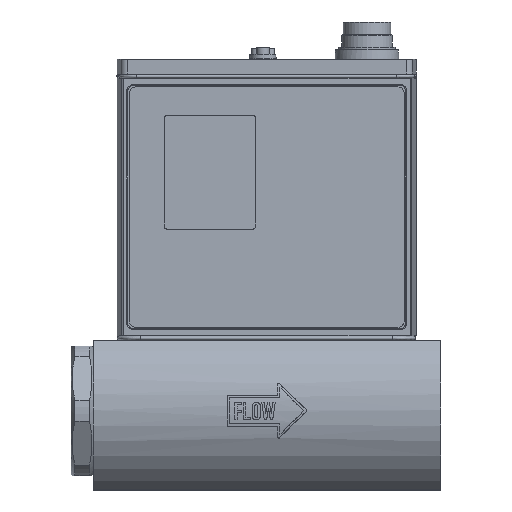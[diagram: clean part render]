
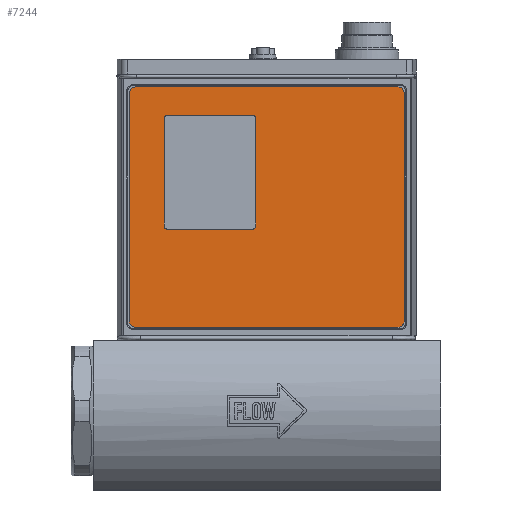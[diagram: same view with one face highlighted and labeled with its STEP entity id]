
A CAD part, top view. The second image highlights one B-rep face of the part: STEP entity #7244.
In plain terms, the highlighted planar face has unit normal (0, 0, 1).
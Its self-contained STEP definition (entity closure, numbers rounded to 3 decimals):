
#263=FACE_BOUND('',#1170,.T.);
#397=PLANE('',#7934);
#708=FACE_OUTER_BOUND('',#1169,.T.);
#1169=EDGE_LOOP('',(#5596,#5597,#5598,#5599,#5600,#5601,#5602,#5603));
#1170=EDGE_LOOP('',(#5604,#5605,#5606,#5607,#5608,#5609,#5610,#5611));
#1578=CIRCLE('',#7857,1.);
#1580=CIRCLE('',#7861,1.);
#1582=CIRCLE('',#7865,1.);
#1584=CIRCLE('',#7869,1.);
#1610=CIRCLE('',#7924,2.);
#1611=CIRCLE('',#7927,2.);
#1612=CIRCLE('',#7930,2.);
#1613=CIRCLE('',#7933,2.);
#1957=LINE('',#11827,#2429);
#1961=LINE('',#11839,#2433);
#1965=LINE('',#11851,#2437);
#1969=LINE('',#11862,#2441);
#2004=LINE('',#11982,#2476);
#2008=LINE('',#11991,#2480);
#2011=LINE('',#11999,#2483);
#2014=LINE('',#12007,#2486);
#2429=VECTOR('',#9215,10.);
#2433=VECTOR('',#9227,10.);
#2437=VECTOR('',#9239,10.);
#2441=VECTOR('',#9251,10.);
#2476=VECTOR('',#9388,10.);
#2480=VECTOR('',#9398,10.);
#2483=VECTOR('',#9407,10.);
#2486=VECTOR('',#9416,10.);
#3117=VERTEX_POINT('',#11817);
#3118=VERTEX_POINT('',#11818);
#3121=VERTEX_POINT('',#11826);
#3123=VERTEX_POINT('',#11832);
#3125=VERTEX_POINT('',#11838);
#3127=VERTEX_POINT('',#11844);
#3129=VERTEX_POINT('',#11850);
#3131=VERTEX_POINT('',#11856);
#3165=VERTEX_POINT('',#11979);
#3166=VERTEX_POINT('',#11981);
#3167=VERTEX_POINT('',#11985);
#3168=VERTEX_POINT('',#11989);
#3169=VERTEX_POINT('',#11993);
#3170=VERTEX_POINT('',#11997);
#3171=VERTEX_POINT('',#12001);
#3172=VERTEX_POINT('',#12005);
#3938=EDGE_CURVE('',#3117,#3118,#1578,.T.);
#3942=EDGE_CURVE('',#3121,#3117,#1957,.T.);
#3945=EDGE_CURVE('',#3123,#3121,#1580,.T.);
#3948=EDGE_CURVE('',#3125,#3123,#1961,.T.);
#3951=EDGE_CURVE('',#3127,#3125,#1582,.T.);
#3954=EDGE_CURVE('',#3129,#3127,#1965,.T.);
#3957=EDGE_CURVE('',#3131,#3129,#1584,.T.);
#3960=EDGE_CURVE('',#3118,#3131,#1969,.T.);
#4019=EDGE_CURVE('',#3165,#3166,#2004,.T.);
#4022=EDGE_CURVE('',#3167,#3165,#1610,.T.);
#4024=EDGE_CURVE('',#3168,#3167,#2008,.T.);
#4026=EDGE_CURVE('',#3169,#3168,#1611,.T.);
#4028=EDGE_CURVE('',#3170,#3169,#2011,.T.);
#4030=EDGE_CURVE('',#3171,#3170,#1612,.T.);
#4032=EDGE_CURVE('',#3172,#3171,#2014,.T.);
#4033=EDGE_CURVE('',#3166,#3172,#1613,.T.);
#5596=ORIENTED_EDGE('',*,*,#4033,.F.);
#5597=ORIENTED_EDGE('',*,*,#4019,.F.);
#5598=ORIENTED_EDGE('',*,*,#4022,.F.);
#5599=ORIENTED_EDGE('',*,*,#4024,.F.);
#5600=ORIENTED_EDGE('',*,*,#4026,.F.);
#5601=ORIENTED_EDGE('',*,*,#4028,.F.);
#5602=ORIENTED_EDGE('',*,*,#4030,.F.);
#5603=ORIENTED_EDGE('',*,*,#4032,.F.);
#5604=ORIENTED_EDGE('',*,*,#3938,.T.);
#5605=ORIENTED_EDGE('',*,*,#3960,.T.);
#5606=ORIENTED_EDGE('',*,*,#3957,.T.);
#5607=ORIENTED_EDGE('',*,*,#3954,.T.);
#5608=ORIENTED_EDGE('',*,*,#3951,.T.);
#5609=ORIENTED_EDGE('',*,*,#3948,.T.);
#5610=ORIENTED_EDGE('',*,*,#3945,.T.);
#5611=ORIENTED_EDGE('',*,*,#3942,.T.);
#7244=ADVANCED_FACE('',(#708,#263),#397,.T.);
#7857=AXIS2_PLACEMENT_3D('',#11819,#9207,#9208);
#7861=AXIS2_PLACEMENT_3D('',#11833,#9220,#9221);
#7865=AXIS2_PLACEMENT_3D('',#11845,#9232,#9233);
#7869=AXIS2_PLACEMENT_3D('',#11857,#9244,#9245);
#7924=AXIS2_PLACEMENT_3D('',#11987,#9393,#9394);
#7927=AXIS2_PLACEMENT_3D('',#11995,#9402,#9403);
#7930=AXIS2_PLACEMENT_3D('',#12003,#9411,#9412);
#7933=AXIS2_PLACEMENT_3D('',#12009,#9419,#9420);
#7934=AXIS2_PLACEMENT_3D('',#12010,#9421,#9422);
#9207=DIRECTION('center_axis',(0.,0.,
-1.));
#9208=DIRECTION('ref_axis',(0.,-1.,0.));
#9215=DIRECTION('',(0.,-1.,0.));
#9220=DIRECTION('center_axis',(0.,0.,
-1.));
#9221=DIRECTION('ref_axis',(1.,0.,0.));
#9227=DIRECTION('',(1.,0.,0.));
#9232=DIRECTION('center_axis',(0.,0.,
-1.));
#9233=DIRECTION('ref_axis',(0.,1.,0.));
#9239=DIRECTION('',(0.,1.,0.));
#9244=DIRECTION('center_axis',(0.,0.,
-1.));
#9245=DIRECTION('ref_axis',(-1.,0.,0.));
#9251=DIRECTION('',(-1.,0.,0.));
#9388=DIRECTION('',(0.,1.,0.));
#9393=DIRECTION('center_axis',(0.,0.,
-1.));
#9394=DIRECTION('ref_axis',(1.,0.,0.));
#9398=DIRECTION('',(-1.,0.,0.));
#9402=DIRECTION('center_axis',(0.,0.,
-1.));
#9403=DIRECTION('ref_axis',(0.,1.,0.));
#9407=DIRECTION('',(0.,-1.,0.));
#9411=DIRECTION('center_axis',(0.,0.,
-1.));
#9412=DIRECTION('ref_axis',(-1.,0.,0.));
#9416=DIRECTION('',(1.,0.,0.));
#9419=DIRECTION('center_axis',(0.,0.,
-1.));
#9420=DIRECTION('ref_axis',(0.,-1.,0.));
#9421=DIRECTION('center_axis',(0.,0.,
1.));
#9422=DIRECTION('ref_axis',(1.,0.,0.));
#11817=CARTESIAN_POINT('',(-80.534,-110.555,31.015));
#11818=CARTESIAN_POINT('',(-81.534,-111.555,31.015));
#11819=CARTESIAN_POINT('Origin',(-81.534,-110.555,31.015));
#11826=CARTESIAN_POINT('',(-80.534,-76.555,31.015));
#11827=CARTESIAN_POINT('',(-80.534,-90.555,31.015));
#11832=CARTESIAN_POINT('',(-81.534,-75.555,31.015));
#11833=CARTESIAN_POINT('Origin',(-81.534,-76.555,31.015));
#11838=CARTESIAN_POINT('',(-108.534,-75.555,31.015));
#11839=CARTESIAN_POINT('',(-92.784,-75.555,31.015));
#11844=CARTESIAN_POINT('',(-109.534,-76.555,31.015));
#11845=CARTESIAN_POINT('Origin',(-108.534,-76.555,31.015));
#11850=CARTESIAN_POINT('',(-109.534,-110.555,31.015));
#11851=CARTESIAN_POINT('',(-109.534,-107.555,31.015));
#11856=CARTESIAN_POINT('',(-108.534,-111.555,31.015));
#11857=CARTESIAN_POINT('Origin',(-108.534,-110.555,31.015));
#11862=CARTESIAN_POINT('',(-79.284,-111.555,31.015));
#11979=CARTESIAN_POINT('',(-120.534,-140.555,31.015));
#11981=CARTESIAN_POINT('',(-120.534,-68.555,31.015));
#11982=CARTESIAN_POINT('',(-120.534,-140.555,31.015));
#11985=CARTESIAN_POINT('',(-118.534,-142.555,31.015));
#11987=CARTESIAN_POINT('Origin',(-118.534,-140.555,31.015));
#11989=CARTESIAN_POINT('',(-35.534,-142.555,31.015));
#11991=CARTESIAN_POINT('',(-35.534,-142.555,31.015));
#11993=CARTESIAN_POINT('',(-33.534,-140.555,31.015));
#11995=CARTESIAN_POINT('Origin',(-35.534,-140.555,31.015));
#11997=CARTESIAN_POINT('',(-33.534,-68.555,31.015));
#11999=CARTESIAN_POINT('',(-33.534,-68.555,31.015));
#12001=CARTESIAN_POINT('',(-35.534,-66.555,31.015));
#12003=CARTESIAN_POINT('Origin',(-35.534,-68.555,31.015));
#12005=CARTESIAN_POINT('',(-118.534,-66.555,31.015));
#12007=CARTESIAN_POINT('',(-118.534,-66.555,31.015));
#12009=CARTESIAN_POINT('Origin',(-118.534,-68.555,31.015));
#12010=CARTESIAN_POINT('Origin',(-77.034,-104.555,31.015));
